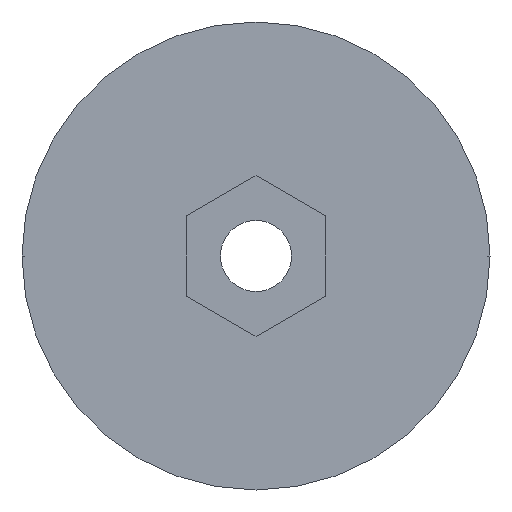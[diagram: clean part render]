
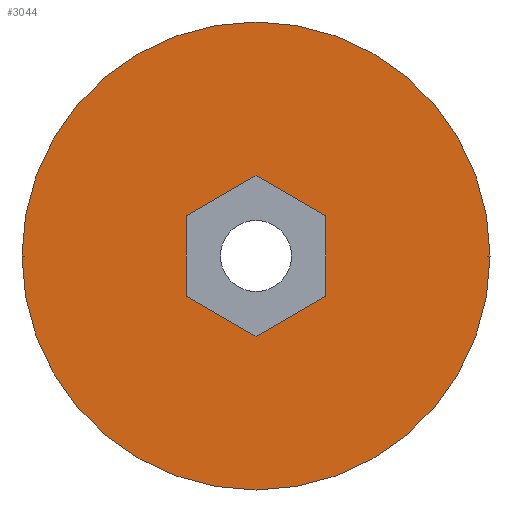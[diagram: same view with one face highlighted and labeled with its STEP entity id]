
A CAD part, left-side view. The second image highlights one B-rep face of the part: STEP entity #3044.
In plain terms, the highlighted planar face has unit normal (-1, 0, 0).
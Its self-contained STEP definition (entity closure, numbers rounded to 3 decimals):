
#115=CARTESIAN_POINT('',(0.,0.,0.));
#116=DIRECTION('',(-1.,0.,0.));
#117=DIRECTION('',(0.,1.,0.));
#118=AXIS2_PLACEMENT_3D('',#115,#116,#117);
#120=CARTESIAN_POINT('',(0.,0.,0.));
#121=DIRECTION('',(1.,0.,0.));
#122=DIRECTION('',(0.,1.,0.));
#123=AXIS2_PLACEMENT_3D('',#120,#121,#122);
#125=DIRECTION('',(0.,-0.866,-0.5));
#126=VECTOR('',#125,1.155);
#127=CARTESIAN_POINT('',(0.,0.,1.155));
#128=LINE('',#127,#126);
#129=DIRECTION('',(0.,-0.866,0.5));
#130=VECTOR('',#129,1.155);
#131=CARTESIAN_POINT('',(0.,1.,0.577));
#132=LINE('',#131,#130);
#133=DIRECTION('',(0.,0.,1.));
#134=VECTOR('',#133,1.155);
#135=CARTESIAN_POINT('',(0.,1.,-0.577));
#136=LINE('',#135,#134);
#137=DIRECTION('',(0.,0.866,0.5));
#138=VECTOR('',#137,1.155);
#139=CARTESIAN_POINT('',(0.,0.,-1.155));
#140=LINE('',#139,#138);
#141=DIRECTION('',(0.,0.866,-0.5));
#142=VECTOR('',#141,1.155);
#143=CARTESIAN_POINT('',(0.,-1.,-0.577));
#144=LINE('',#143,#142);
#145=DIRECTION('',(0.,0.,-1.));
#146=VECTOR('',#145,1.155);
#147=CARTESIAN_POINT('',(0.,-1.,0.577));
#148=LINE('',#147,#146);
#2947=CARTESIAN_POINT('',(0.,3.36,0.));
#2948=CARTESIAN_POINT('',(0.,-3.36,0.));
#2949=VERTEX_POINT('',#2947);
#2950=VERTEX_POINT('',#2948);
#2967=CARTESIAN_POINT('',(0.,0.,1.155));
#2968=CARTESIAN_POINT('',(0.,-1.,0.577));
#2969=VERTEX_POINT('',#2967);
#2970=VERTEX_POINT('',#2968);
#2971=CARTESIAN_POINT('',(0.,-1.,-0.577));
#2972=VERTEX_POINT('',#2971);
#2973=CARTESIAN_POINT('',(0.,0.,-1.155));
#2974=VERTEX_POINT('',#2973);
#2975=CARTESIAN_POINT('',(0.,1.,-0.577));
#2976=VERTEX_POINT('',#2975);
#2977=CARTESIAN_POINT('',(0.,1.,0.577));
#2978=VERTEX_POINT('',#2977);
#3019=CARTESIAN_POINT('',(0.,0.,0.));
#3020=DIRECTION('',(1.,0.,0.));
#3021=DIRECTION('',(0.,-1.,0.));
#3022=AXIS2_PLACEMENT_3D('',#3019,#3020,#3021);
#3023=PLANE('',#3022);
#3025=ORIENTED_EDGE('',*,*,#3024,.F.);
#3027=ORIENTED_EDGE('',*,*,#3026,.T.);
#3028=EDGE_LOOP('',(#3025,#3027));
#3029=FACE_OUTER_BOUND('',#3028,.F.);
#3031=ORIENTED_EDGE('',*,*,#3030,.F.);
#3033=ORIENTED_EDGE('',*,*,#3032,.F.);
#3035=ORIENTED_EDGE('',*,*,#3034,.F.);
#3037=ORIENTED_EDGE('',*,*,#3036,.F.);
#3039=ORIENTED_EDGE('',*,*,#3038,.F.);
#3041=ORIENTED_EDGE('',*,*,#3040,.F.);
#3042=EDGE_LOOP('',(#3031,#3033,#3035,#3037,#3039,#3041));
#3043=FACE_BOUND('',#3042,.F.);
#119=CIRCLE('',#118,3.36);
#124=CIRCLE('',#123,3.36);
#3024=EDGE_CURVE('',#2949,#2950,#119,.T.);
#3026=EDGE_CURVE('',#2949,#2950,#124,.T.);
#3030=EDGE_CURVE('',#2969,#2970,#128,.T.);
#3032=EDGE_CURVE('',#2978,#2969,#132,.T.);
#3034=EDGE_CURVE('',#2976,#2978,#136,.T.);
#3036=EDGE_CURVE('',#2974,#2976,#140,.T.);
#3038=EDGE_CURVE('',#2972,#2974,#144,.T.);
#3040=EDGE_CURVE('',#2970,#2972,#148,.T.);
#3044=ADVANCED_FACE('',(#3029,#3043),#3023,.F.);
